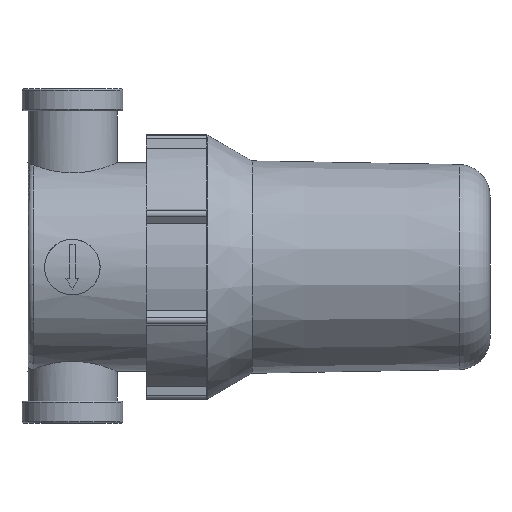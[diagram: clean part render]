
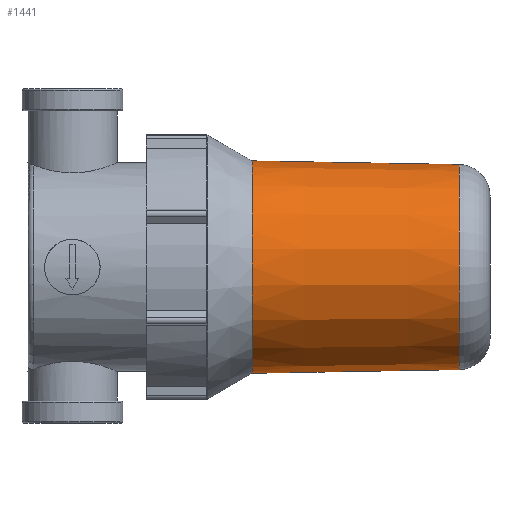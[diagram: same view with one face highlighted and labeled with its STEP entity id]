
A CAD part, left-side view. The second image highlights one B-rep face of the part: STEP entity #1441.
In plain terms, the highlighted conical face has half-angle 1 degrees and reference radius 28.727 mm.
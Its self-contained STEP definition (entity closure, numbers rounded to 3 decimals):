
#23=CONICAL_SURFACE('',#1625,28.727,0.017);
#651=ORIENTED_EDGE('',*,*,#852,.F.);
#652=ORIENTED_EDGE('',*,*,#853,.T.);
#852=EDGE_CURVE('',#990,#990,#1066,.T.);
#853=EDGE_CURVE('',#991,#991,#1067,.T.);
#990=VERTEX_POINT('',#2636);
#991=VERTEX_POINT('',#2639);
#1066=CIRCLE('',#1624,27.749);
#1067=CIRCLE('',#1626,28.727);
#1185=EDGE_LOOP('',(#651));
#1186=EDGE_LOOP('',(#652));
#1313=FACE_BOUND('',#1185,.T.);
#1314=FACE_BOUND('',#1186,.T.);
#1441=ADVANCED_FACE('',(#1313,#1314),#23,.T.);
#1624=AXIS2_PLACEMENT_3D('',#2635,#2056,#2057);
#1625=AXIS2_PLACEMENT_3D('',#2637,#2058,#2059);
#1626=AXIS2_PLACEMENT_3D('',#2638,#2060,#2061);
#2056=DIRECTION('',(0.,-1.,0.));
#2057=DIRECTION('',(0.,0.,-1.));
#2058=DIRECTION('',(0.,1.,0.));
#2059=DIRECTION('',(0.,0.,1.));
#2060=DIRECTION('',(0.,-1.,0.));
#2061=DIRECTION('',(0.,0.,-1.));
#2635=CARTESIAN_POINT('',(0.,-104.648,0.));
#2636=CARTESIAN_POINT('',(0.,-104.648,-27.749));
#2637=CARTESIAN_POINT('',(0.,-48.61,0.));
#2638=CARTESIAN_POINT('',(0.,-48.61,0.));
#2639=CARTESIAN_POINT('',(0.,-48.61,-28.727));
